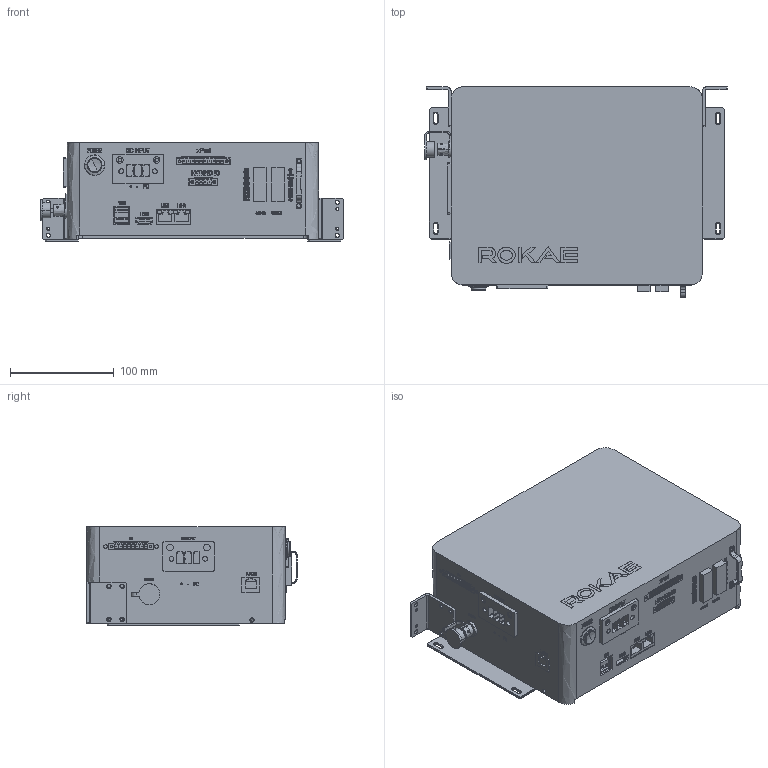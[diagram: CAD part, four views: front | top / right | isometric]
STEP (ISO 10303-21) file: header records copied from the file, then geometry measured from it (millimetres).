
FILE_DESCRIPTION(('FreeCAD Model'),'2;1');
FILE_NAME('Open CASCADE Shape Model','2025-04-29T09:31:56',('FreeCAD'),( 'FreeCAD'),'Open CASCADE STEP processor 7.6','FreeCAD','Unknown');
FILE_SCHEMA(('AUTOMOTIVE_DESIGN { 1 0 10303 214 1 1 1 1 }'));
Products named in the file (1): Open CASCADE STEP translator 7.6 1
Bounding box: 292.32 x 203.02 x 95.86 mm (x, y, z)
Volume: 4206032.1 mm3; surface area: 243226 mm2
Topology: 1 solids, 30 shells, 5972 faces, 15841 edges, 10343 vertices
Faces by surface type: bspline 5972
Entity records: 193806 total; most frequent: CARTESIAN_POINT 97444, ORIENTED_EDGE 31590, EDGE_CURVE 15795, B_SPLINE_CURVE_WITH_KNOTS 14420, VERTEX_POINT 10343, FACE_BOUND 6512, EDGE_LOOP 6512, ADVANCED_FACE 5972
